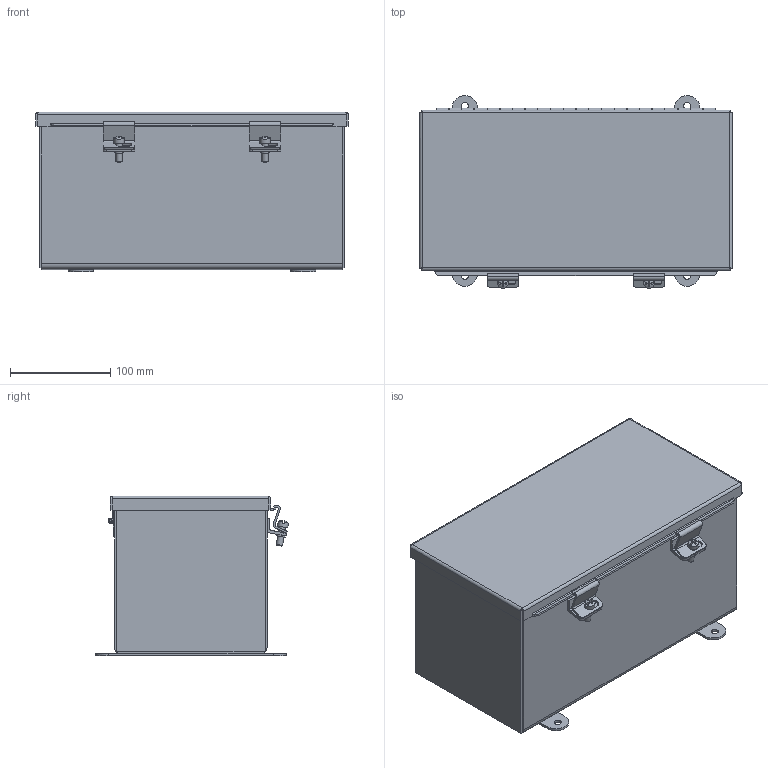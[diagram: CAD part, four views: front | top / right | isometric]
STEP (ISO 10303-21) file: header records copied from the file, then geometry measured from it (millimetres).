
FILE_DESCRIPTION(/* description */ ('JIC,WW TROUGH,CH 6X6X12'),/* implementation_level */ '2;1');
FILE_NAME(/* name */ 'T6612CH.stp',/* time_stamp */ '2018-10-23T06:25:59-05:00',/* author */ ('KA'),/* organization */ (''),/* preprocessor_version */ 'ST-DEVELOPER v17',/* originating_system */ 'Autodesk Inventor 2018',/* authorisation */ '');
FILE_SCHEMA (('AUTOMOTIVE_DESIGN { 1 0 10303 214 3 1 1 }'));
Length unit declared in the file: inch
Products named in the file (12): T6612CH; T6612CHBKP; T66CHLRS; 34891; 328123; 328123LH; 328123P; 328123TH; T6612CHLP; C1001; 372134; C1002
Assembly tree (16 placements, depth 3):
  T6612CH
    T6612CHBKP
    T66CHLRS  x2
    34891  x2
    328123
      328123LH
      328123P
      328123TH
    T6612CHLP
    C1001  x2
    372134  x2
    C1002  x2
Bounding box: 312.74 x 192.91 x 159.84 mm (x, y, z)
Volume: 522051.5 mm3; surface area: 572152.5 mm2
Topology: 15 solids, 15 shells, 383 faces, 967 edges, 618 vertices
Faces by surface type: plane 262, cylinder 107, bspline 8, sphere 4, cone 2
Full cylindrical faces by diameter (mm): 2.54 x1, 2.957 x22, 4.978 x2, 6.35 x2, 7.144 x4, 8.738 x2, 10.402 x2
Entity records: 9874 total; most frequent: CARTESIAN_POINT 1815, DIRECTION 1558, ORIENTED_EDGE 1516, EDGE_CURVE 758, LINE 568, VECTOR 568, AXIS2_PLACEMENT_3D 495, VERTEX_POINT 480
